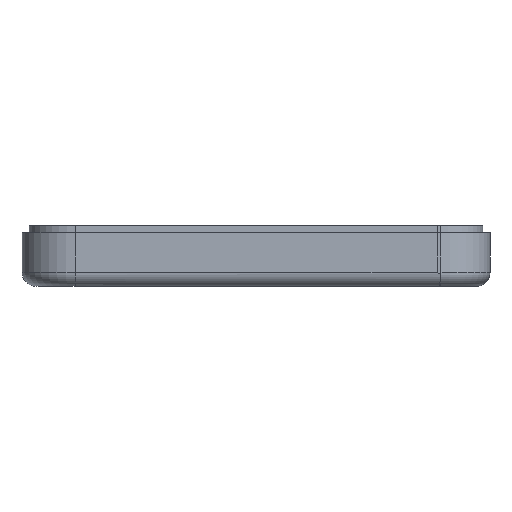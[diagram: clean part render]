
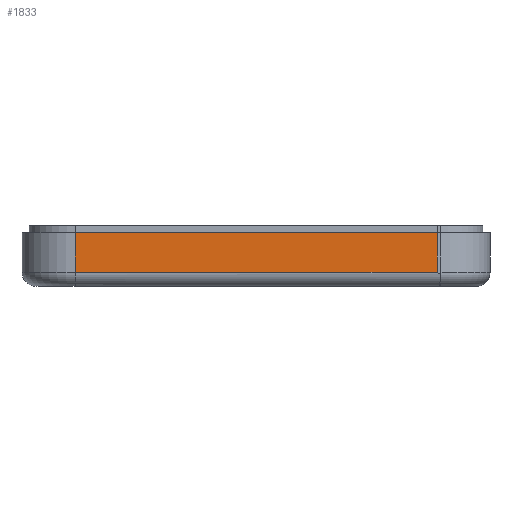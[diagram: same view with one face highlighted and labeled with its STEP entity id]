
A CAD part, front view. The second image highlights one B-rep face of the part: STEP entity #1833.
In plain terms, the highlighted planar face has unit normal (0, -1, 0).
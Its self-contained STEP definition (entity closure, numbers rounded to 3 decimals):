
#301=FACE_OUTER_BOUND('',#419,.T.);
#419=EDGE_LOOP('',(#1667,#1668,#1669,#1670));
#467=LINE('',#2829,#614);
#557=LINE('',#3387,#704);
#566=LINE('',#3418,#713);
#567=LINE('',#3420,#714);
#614=VECTOR('',#2227,10.);
#704=VECTOR('',#2551,10.);
#713=VECTOR('',#2594,10.);
#714=VECTOR('',#2597,10.);
#779=VERTEX_POINT('',#2826);
#780=VERTEX_POINT('',#2828);
#881=VERTEX_POINT('',#3384);
#882=VERTEX_POINT('',#3386);
#972=EDGE_CURVE('',#779,#780,#467,.T.);
#1135=EDGE_CURVE('',#882,#881,#557,.T.);
#1149=EDGE_CURVE('',#779,#882,#566,.T.);
#1150=EDGE_CURVE('',#780,#881,#567,.T.);
#1667=ORIENTED_EDGE('',*,*,#972,.F.);
#1668=ORIENTED_EDGE('',*,*,#1149,.T.);
#1669=ORIENTED_EDGE('',*,*,#1135,.T.);
#1670=ORIENTED_EDGE('',*,*,#1150,.F.);
#1731=PLANE('',#2049);
#1833=ADVANCED_FACE('',(#301),#1731,.T.);
#2049=AXIS2_PLACEMENT_3D('',#3419,#2595,#2596);
#2227=DIRECTION('',(-1.,0.,0.));
#2551=DIRECTION('',(-1.,0.,0.));
#2594=DIRECTION('',(0.,0.,1.));
#2595=DIRECTION('center_axis',(0.,-1.,0.));
#2596=DIRECTION('ref_axis',(1.,0.,0.));
#2597=DIRECTION('',(0.,0.,1.));
#2826=CARTESIAN_POINT('',(25.515,-43.,0.99));
#2828=CARTESIAN_POINT('',(-25.5,-43.,0.99));
#2829=CARTESIAN_POINT('',(-12.76,-43.,0.99));
#3384=CARTESIAN_POINT('',(-25.5,-43.,6.553));
#3386=CARTESIAN_POINT('',(25.515,-43.,6.553));
#3387=CARTESIAN_POINT('',(-12.76,-43.,6.553));
#3418=CARTESIAN_POINT('',(25.515,-43.,-1.01));
#3419=CARTESIAN_POINT('Origin',(-25.5,-43.,-1.01));
#3420=CARTESIAN_POINT('',(-25.5,-43.,-1.01));
